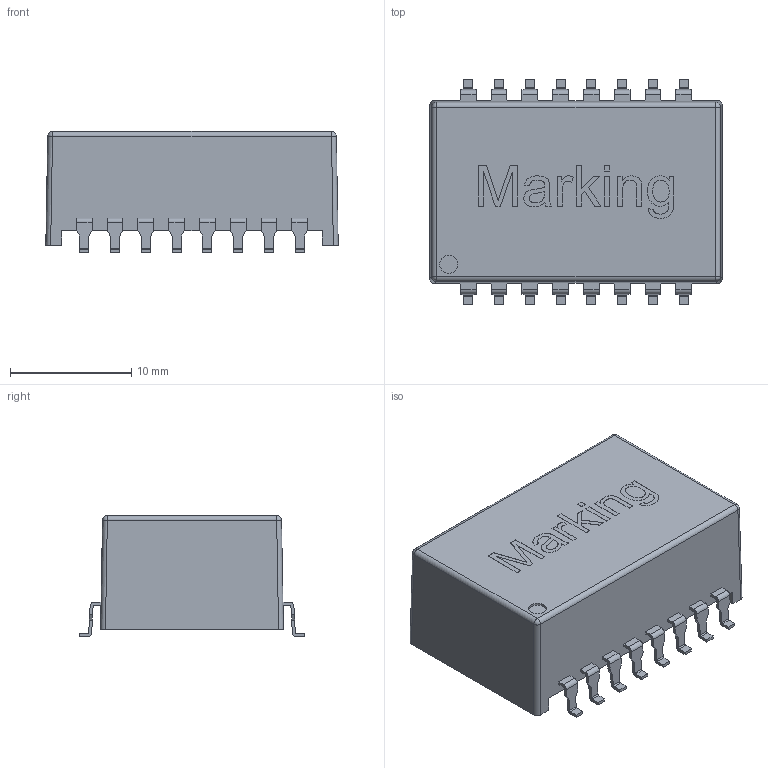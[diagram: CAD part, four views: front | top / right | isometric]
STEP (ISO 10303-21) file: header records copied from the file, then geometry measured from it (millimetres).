
FILE_DESCRIPTION(/* description */ ('Unknown'),/* implementation_level */ '2;1');
FILE_NAME(/* name */ '7490140140',/* time_stamp */ '2020-05-29T11:46:28+02:00',/* author */ ('Unknown'),/* organization */ ('Unknown'),/* preprocessor_version */ 'ST-DEVELOPER v16.7',/* originating_system */ 'DEX',/* authorisation */ $);
FILE_SCHEMA (('AUTOMOTIVE_DESIGN {1 0 10303 214 3 1 1}'));
Length unit declared in the file: millimetre
Products named in the file (1): 7490140140
Bounding box: 24.15 x 18.6 x 10 mm (x, y, z)
Volume: 1072.1 mm3; surface area: 2111 mm2
Topology: 1 solids, 1 shells, 452 faces, 1209 edges, 802 vertices
Faces by surface type: plane 359, cylinder 73, bspline 16, sphere 4
Full cylindrical faces by diameter (mm): 1.5 x1
Entity records: 17862 total; most frequent: CARTESIAN_POINT 3518, ORIENTED_EDGE 2414, DIRECTION 2103, EDGE_CURVE 1207, LINE 937, VECTOR 937, VERTEX_POINT 802, AXIS2_PLACEMENT_3D 583
